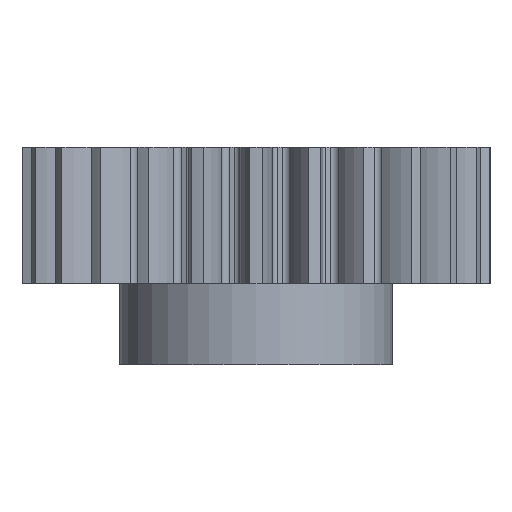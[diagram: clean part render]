
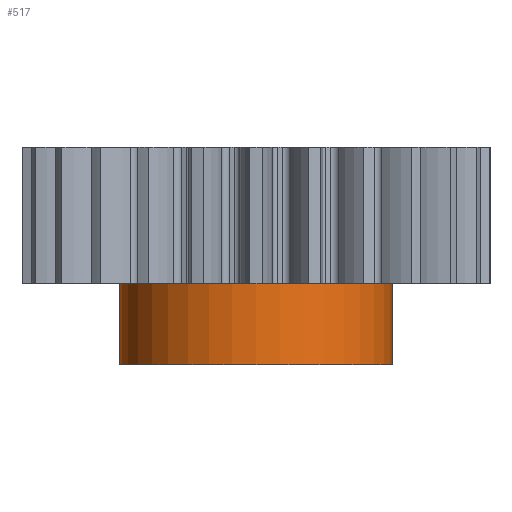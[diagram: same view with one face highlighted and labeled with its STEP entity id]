
A CAD part, front view. The second image highlights one B-rep face of the part: STEP entity #517.
In plain terms, the highlighted cylindrical face has radius 25 mm (diameter 50 mm), a partial arc.
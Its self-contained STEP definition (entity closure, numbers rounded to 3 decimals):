
#502 = EDGE_LOOP ( 'NONE', ( #538, #516, #525, #514 ) ) ;
#514 = ORIENTED_EDGE ( 'NONE', *, *, #839, .F. ) ;
#516 = ORIENTED_EDGE ( 'NONE', *, *, #520, .T. ) ;
#517 = ADVANCED_FACE ( 'NONE', ( #2697 ), #2704, .T. ) ;
#520 = EDGE_CURVE ( 'NONE', #1209, #1176, #2724, .T. ) ;
#525 = ORIENTED_EDGE ( 'NONE', *, *, #1181, .T. ) ;
#538 = ORIENTED_EDGE ( 'NONE', *, *, #1161, .F. ) ;
#839 = EDGE_CURVE ( 'NONE', #1194, #1166, #3078, .T. ) ;
#1161 = EDGE_CURVE ( 'NONE', #1209, #1194, #3813, .T. ) ;
#1166 = VERTEX_POINT ( 'NONE', #3860 ) ;
#1176 = VERTEX_POINT ( 'NONE', #3655 ) ;
#1181 = EDGE_CURVE ( 'NONE', #1176, #1166, #3649, .T. ) ;
#1194 = VERTEX_POINT ( 'NONE', #4164 ) ;
#1209 = VERTEX_POINT ( 'NONE', #4197 ) ;
#2683 = AXIS2_PLACEMENT_3D ( 'NONE', #2744, #2743, #2742 ) ;
#2697 = FACE_OUTER_BOUND ( 'NONE', #502, .T. ) ;
#2704 = CYLINDRICAL_SURFACE ( 'NONE', #2683, 25. ) ;
#2720 = DIRECTION ( 'NONE',  ( 1., 0., 0. ) ) ;
#2721 = DIRECTION ( 'NONE',  ( 0., 0., 1. ) ) ;
#2722 = CARTESIAN_POINT ( 'NONE',  ( 0., 0., -15. ) ) ;
#2723 = AXIS2_PLACEMENT_3D ( 'NONE', #2722, #2721, #2720 ) ;
#2724 = CIRCLE ( 'NONE', #2723, 25. ) ;
#2742 = DIRECTION ( 'NONE',  ( 1., 0., 0. ) ) ;
#2743 = DIRECTION ( 'NONE',  ( 0., 0., 1. ) ) ;
#2744 = CARTESIAN_POINT ( 'NONE',  ( 0., 0., -15. ) ) ;
#3066 = DIRECTION ( 'NONE',  ( 1., 0., 0. ) ) ;
#3073 = DIRECTION ( 'NONE',  ( 0., 0., 1. ) ) ;
#3077 = CARTESIAN_POINT ( 'NONE',  ( 0., 0., 0. ) ) ;
#3078 = CIRCLE ( 'NONE', #3227, 25. ) ;
#3227 = AXIS2_PLACEMENT_3D ( 'NONE', #3077, #3073, #3066 ) ;
#3649 = LINE ( 'NONE', #3651, #3657 ) ;
#3650 = DIRECTION ( 'NONE',  ( 0., 0., 1. ) ) ;
#3651 = CARTESIAN_POINT ( 'NONE',  ( 25., 0., -15. ) ) ;
#3655 = CARTESIAN_POINT ( 'NONE',  ( 25., 0., -15. ) ) ;
#3657 = VECTOR ( 'NONE', #3650, 1000. ) ;
#3806 = DIRECTION ( 'NONE',  ( 0., 0., 1. ) ) ;
#3807 = VECTOR ( 'NONE', #3806, 1000. ) ;
#3808 = CARTESIAN_POINT ( 'NONE',  ( -25., 0., -15. ) ) ;
#3813 = LINE ( 'NONE', #3808, #3807 ) ;
#3860 = CARTESIAN_POINT ( 'NONE',  ( 25., 0., 0. ) ) ;
#4164 = CARTESIAN_POINT ( 'NONE',  ( -25., 0., 0. ) ) ;
#4197 = CARTESIAN_POINT ( 'NONE',  ( -25., 0., -15. ) ) ;
